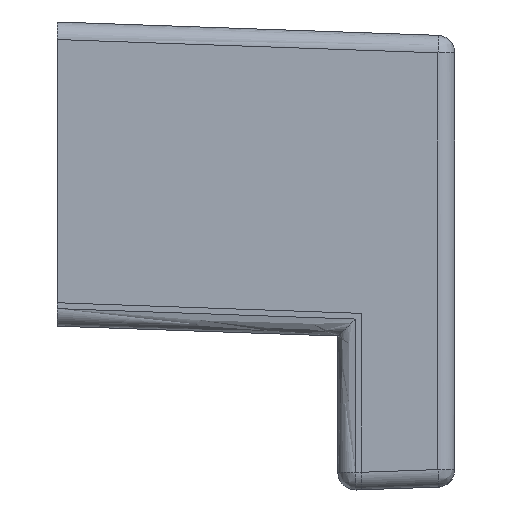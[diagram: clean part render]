
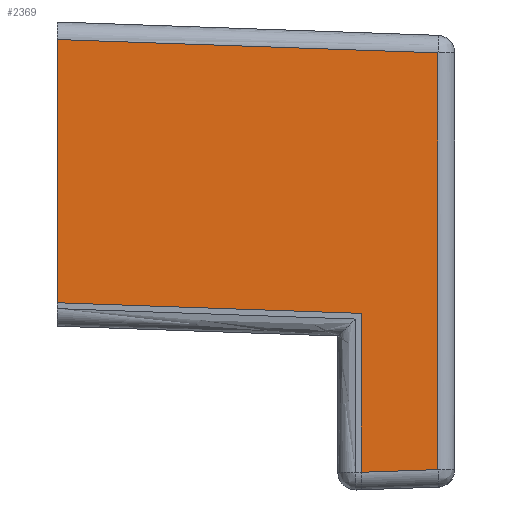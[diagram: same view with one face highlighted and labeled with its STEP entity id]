
A CAD part, left-side view. The second image highlights one B-rep face of the part: STEP entity #2369.
In plain terms, the highlighted free-form (B-spline) face has degree [1, 1] with [2, 2] control points.
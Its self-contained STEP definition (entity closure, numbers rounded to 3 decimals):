
#1022=CARTESIAN_POINT('',(-81.046,-13.0,-12.241));
#1023=VERTEX_POINT('',#1022);
#1024=CARTESIAN_POINT('',(-81.046,-13.,-12.242));
#1025=VERTEX_POINT('',#1024);
#1026=CARTESIAN_POINT('',(-81.046,-13.0,-12.241));
#1027=CARTESIAN_POINT('',(-81.046,-13.,-12.242));
#1028=CARTESIAN_POINT('',(-81.046,-13.,-12.242));
#1036=(BOUNDED_CURVE()B_SPLINE_CURVE(2,(#1026,#1027,#1028),.UNSPECIFIED.,.T.,.U.)CURVE()GEOMETRIC_REPRESENTATION_ITEM()QUASI_UNIFORM_CURVE()RATIONAL_B_SPLINE_CURVE((1.0,1.,1.0))REPRESENTATION_ITEM(''));
#1037=EDGE_CURVE('',#1023,#1025,#1036,.T.);
#1219=CARTESIAN_POINT('',(-80.932,-16.276,-12.128));
#1220=VERTEX_POINT('',#1219);
#1234=CARTESIAN_POINT('',(-81.046,-13.,-12.242));
#1235=CARTESIAN_POINT('',(-80.932,-16.276,-12.128));
#1236=QUASI_UNIFORM_CURVE('',1,(#1234,#1235),.UNSPECIFIED.,.F.,.U.);
#1237=EDGE_CURVE('',#1025,#1220,#1236,.T.);
#1441=CARTESIAN_POINT('',(-81.046,-13.0,-5.452));
#1442=VERTEX_POINT('',#1441);
#1443=CARTESIAN_POINT('',(-81.046,-13.0,-5.452));
#1444=CARTESIAN_POINT('',(-81.046,-13.0,-12.241));
#1445=QUASI_UNIFORM_CURVE('',1,(#1443,#1444),.UNSPECIFIED.,.F.,.U.);
#1446=EDGE_CURVE('',#1442,#1023,#1445,.T.);
#1469=CARTESIAN_POINT('',(-81.5,0.0,-4.998));
#1470=VERTEX_POINT('',#1469);
#1477=CARTESIAN_POINT('',(-81.5,0.0,-4.998));
#1478=CARTESIAN_POINT('',(-81.046,-13.0,-5.452));
#1479=QUASI_UNIFORM_CURVE('',1,(#1477,#1478),.UNSPECIFIED.,.F.,.U.);
#1480=EDGE_CURVE('',#1470,#1442,#1479,.T.);
#1499=CARTESIAN_POINT('',(-80.932,-16.276,5.682));
#1500=VERTEX_POINT('',#1499);
#1501=CARTESIAN_POINT('',(-80.932,-16.276,-12.128));
#1502=CARTESIAN_POINT('',(-80.932,-16.276,5.682));
#1503=QUASI_UNIFORM_CURVE('',1,(#1501,#1502),.UNSPECIFIED.,.F.,.U.);
#1504=EDGE_CURVE('',#1220,#1500,#1503,.T.);
#1645=CARTESIAN_POINT('',(-81.5,0.0,6.25));
#1646=VERTEX_POINT('',#1645);
#1662=CARTESIAN_POINT('',(-80.932,-16.276,5.682));
#1663=CARTESIAN_POINT('',(-81.5,0.0,6.25));
#1664=QUASI_UNIFORM_CURVE('',1,(#1662,#1663),.UNSPECIFIED.,.F.,.U.);
#1665=EDGE_CURVE('',#1500,#1646,#1664,.T.);
#2351=CARTESIAN_POINT('',(-81.528,0.813,-13.166));
#2352=CARTESIAN_POINT('',(-80.903,-17.089,-13.166));
#2353=CARTESIAN_POINT('',(-81.528,0.813,7.174));
#2354=CARTESIAN_POINT('',(-80.903,-17.089,7.174));
#2355=B_SPLINE_SURFACE_WITH_KNOTS('',1,1,((#2351,#2353),(#2352,#2354)),.UNSPECIFIED.,.F.,.F.,.U.,(2,2),(2,2),(0.0,17.913),(0.0,20.34),.UNSPECIFIED.);
#2356=ORIENTED_EDGE('',*,*,#1037,.T.);
#2357=ORIENTED_EDGE('',*,*,#1237,.T.);
#2358=ORIENTED_EDGE('',*,*,#1504,.T.);
#2359=ORIENTED_EDGE('',*,*,#1665,.T.);
#2360=CARTESIAN_POINT('',(-81.5,0.0,6.25));
#2361=CARTESIAN_POINT('',(-81.5,0.0,-4.998));
#2362=QUASI_UNIFORM_CURVE('',1,(#2360,#2361),.UNSPECIFIED.,.F.,.U.);
#2363=EDGE_CURVE('',#1646,#1470,#2362,.T.);
#2364=ORIENTED_EDGE('',*,*,#2363,.T.);
#2365=ORIENTED_EDGE('',*,*,#1480,.T.);
#2366=ORIENTED_EDGE('',*,*,#1446,.T.);
#2367=EDGE_LOOP('',(#2356,#2357,#2358,#2359,#2364,#2365,#2366));
#2368=FACE_OUTER_BOUND('',#2367,.T.);
#2369=ADVANCED_FACE('',(#2368),#2355,.T.);
